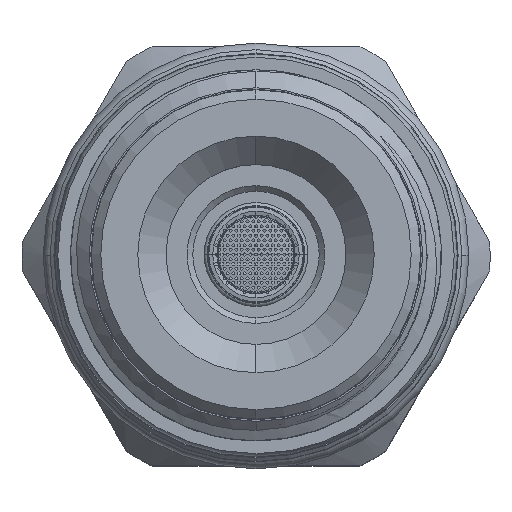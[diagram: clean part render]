
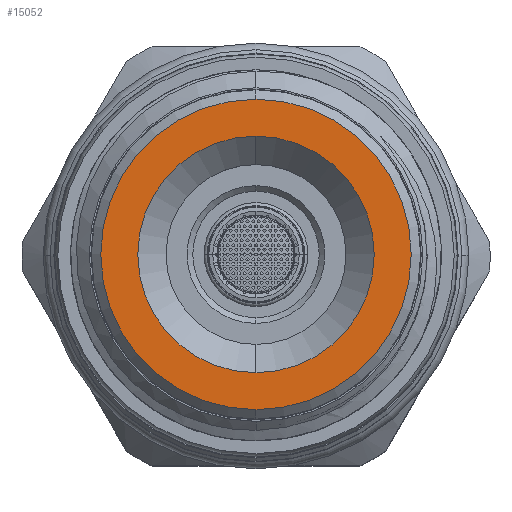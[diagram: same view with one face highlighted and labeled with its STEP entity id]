
A CAD part, top view. The second image highlights one B-rep face of the part: STEP entity #15052.
In plain terms, the highlighted planar face has unit normal (0, 0, 1).
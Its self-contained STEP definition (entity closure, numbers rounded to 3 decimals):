
#4035 = DIRECTION ( 'NONE',  ( 0., 0., 1. ) ) ;
#6472 = CARTESIAN_POINT ( 'NONE',  ( 0., 0., 77.63 ) ) ;
#7562 = DIRECTION ( 'NONE',  ( 0., -1., 0. ) ) ;
#7568 = CARTESIAN_POINT ( 'NONE',  ( 0., -6.265, 77.63 ) ) ;
#8172 = EDGE_LOOP ( 'NONE', ( #45042, #13856 ) ) ;
#8590 = CARTESIAN_POINT ( 'NONE',  ( 0., 0., 77.63 ) ) ;
#8743 = VERTEX_POINT ( 'NONE', #20376 ) ;
#9376 = EDGE_CURVE ( 'NONE', #8743, #26506, #48447, .T. ) ;
#9426 = ORIENTED_EDGE ( 'NONE', *, *, #46734, .F. ) ;
#9446 = CARTESIAN_POINT ( 'NONE',  ( 0., 6.265, 77.63 ) ) ;
#9557 = CIRCLE ( 'NONE', #48647, 6.265 ) ;
#10470 = AXIS2_PLACEMENT_3D ( 'NONE', #40875, #44971, #16211 ) ;
#12116 = CARTESIAN_POINT ( 'NONE',  ( 0., 0., 77.63 ) ) ;
#13856 = ORIENTED_EDGE ( 'NONE', *, *, #9376, .T. ) ;
#14581 = AXIS2_PLACEMENT_3D ( 'NONE', #12116, #16202, #7562 ) ;
#15052 = ADVANCED_FACE ( 'NONE', ( #36696, #15140 ), #35764, .F. ) ;
#15140 = FACE_BOUND ( 'NONE', #22688, .T. ) ;
#16202 = DIRECTION ( 'NONE',  ( 0., 0., 1. ) ) ;
#16211 = DIRECTION ( 'NONE',  ( 0., -1., 0. ) ) ;
#16555 = DIRECTION ( 'NONE',  ( 0., 1., 0. ) ) ;
#20376 = CARTESIAN_POINT ( 'NONE',  ( 0., 8.225, 77.63 ) ) ;
#20447 = DIRECTION ( 'NONE',  ( 0., 0., 1. ) ) ;
#21393 = VERTEX_POINT ( 'NONE', #9446 ) ;
#22483 = AXIS2_PLACEMENT_3D ( 'NONE', #8590, #20447, #16555 ) ;
#22688 = EDGE_LOOP ( 'NONE', ( #9426, #52001 ) ) ;
#26506 = VERTEX_POINT ( 'NONE', #45125 ) ;
#33669 = CIRCLE ( 'NONE', #22483, 6.265 ) ;
#34645 = DIRECTION ( 'NONE',  ( 0., 1., 0. ) ) ;
#35764 = PLANE ( 'NONE',  #10470 ) ;
#36696 = FACE_OUTER_BOUND ( 'NONE', #8172, .T. ) ;
#36819 = CARTESIAN_POINT ( 'NONE',  ( 0., 0., 77.63 ) ) ;
#37579 = VERTEX_POINT ( 'NONE', #7568 ) ;
#40553 = DIRECTION ( 'NONE',  ( 0., -1., 0. ) ) ;
#40875 = CARTESIAN_POINT ( 'NONE',  ( 0., 0., 77.63 ) ) ;
#43365 = EDGE_CURVE ( 'NONE', #26506, #8743, #47707, .T. ) ;
#43539 = DIRECTION ( 'NONE',  ( 0., 0., 1. ) ) ;
#44971 = DIRECTION ( 'NONE',  ( 0., 0., -1. ) ) ;
#45042 = ORIENTED_EDGE ( 'NONE', *, *, #43365, .T. ) ;
#45125 = CARTESIAN_POINT ( 'NONE',  ( 0., -8.225, 77.63 ) ) ;
#46734 = EDGE_CURVE ( 'NONE', #21393, #37579, #9557, .T. ) ;
#47707 = CIRCLE ( 'NONE', #14581, 8.225 ) ;
#48447 = CIRCLE ( 'NONE', #49226, 8.225 ) ;
#48647 = AXIS2_PLACEMENT_3D ( 'NONE', #6472, #43539, #34645 ) ;
#49226 = AXIS2_PLACEMENT_3D ( 'NONE', #36819, #4035, #40553 ) ;
#52001 = ORIENTED_EDGE ( 'NONE', *, *, #52325, .F. ) ;
#52325 = EDGE_CURVE ( 'NONE', #37579, #21393, #33669, .T. ) ;
